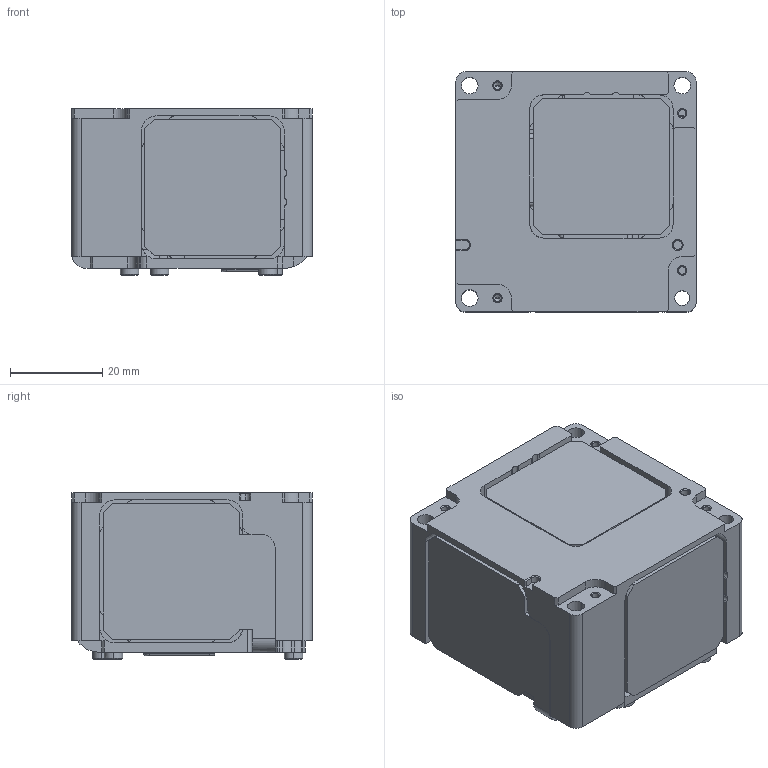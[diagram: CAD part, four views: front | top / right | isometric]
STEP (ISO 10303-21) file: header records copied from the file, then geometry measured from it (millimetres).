
FILE_DESCRIPTION (( 'STEP AP214' ), '1' );
FILE_NAME ('RWK_PULSE80-OEM_CSTM-OUTPUT.STEP', '2026-01-19T08:32:44', ( '' ), ( '' ), 'SwSTEP 2.0', 'SolidWorks 2025', '' );
FILE_SCHEMA (( 'AUTOMOTIVE_DESIGN' ));
Length unit declared in the file: inch
Products named in the file (1): RWK_PULSE80-OEM_CSTM-OUTPUT
Bounding box: 52 x 52 x 36 mm (x, y, z)
Volume: 77928.6 mm3; surface area: 33481 mm2
Topology: 1 solids, 19 shells, 1226 faces, 3430 edges, 2161 vertices
Faces by surface type: plane 708, cylinder 367, cone 119, torus 16, sphere 12, bspline 4
Entity records: 39214 total; most frequent: CARTESIAN_POINT 7433, ORIENTED_EDGE 6736, DIRECTION 6565, EDGE_CURVE 3368, VECTOR 2447, LINE 2447, VERTEX_POINT 2161, AXIS2_PLACEMENT_3D 2059
